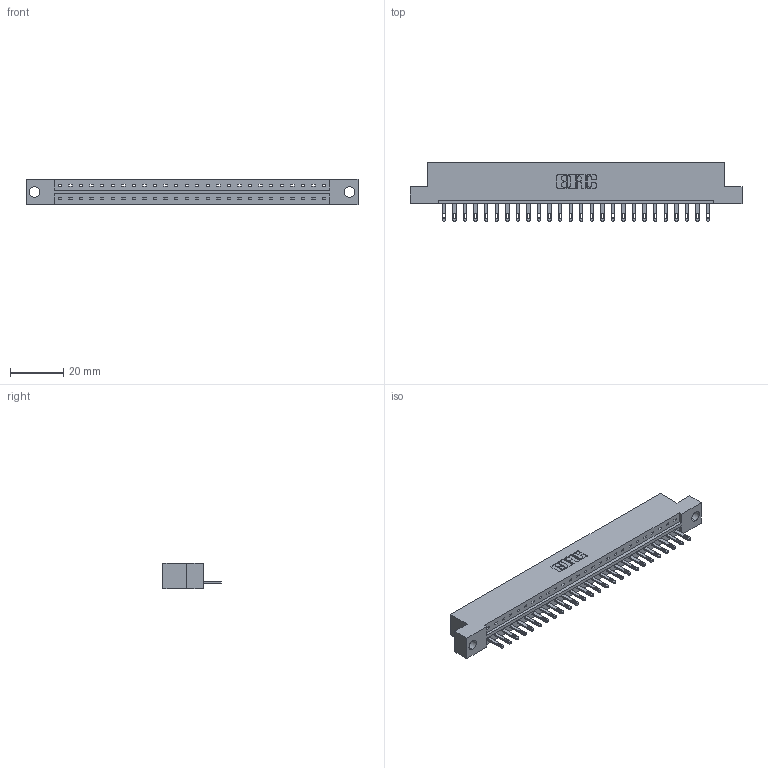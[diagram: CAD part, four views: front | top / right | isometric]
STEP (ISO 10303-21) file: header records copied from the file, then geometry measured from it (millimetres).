
FILE_DESCRIPTION (( 'STEP AP203' ), '1' );
FILE_NAME ('833-026-500-104.STEP', '2020-06-02T00:24:15', ( '' ), ( '' ), 'SwSTEP 2.0', 'SolidWorks 2020', '' );
FILE_SCHEMA (( 'CONFIG_CONTROL_DESIGN' ));
Length unit declared in the file: inch
Products named in the file (3): 833 Part_Flush - .156 Dia - TH; 833-026-500-104; 345-292-001_345-293-100
Assembly tree (27 placements, depth 2):
  833-026-500-104
    833 Part_Flush - .156 Dia - TH
    345-292-001_345-293-100  x26
Bounding box: 124.56 x 21.85 x 9.4 mm (x, y, z)
Volume: 12325 mm3; surface area: 13089.3 mm2
Topology: 27 solids, 27 shells, 1518 faces, 4679 edges, 3118 vertices
Faces by surface type: plane 1006, cylinder 512
Entity records: 17897 total; most frequent: CARTESIAN_POINT 3096, ORIENTED_EDGE 3058, DIRECTION 2645, EDGE_CURVE 1529, LINE 1397, VECTOR 1397, VERTEX_POINT 1018, AXIS2_PLACEMENT_3D 624
